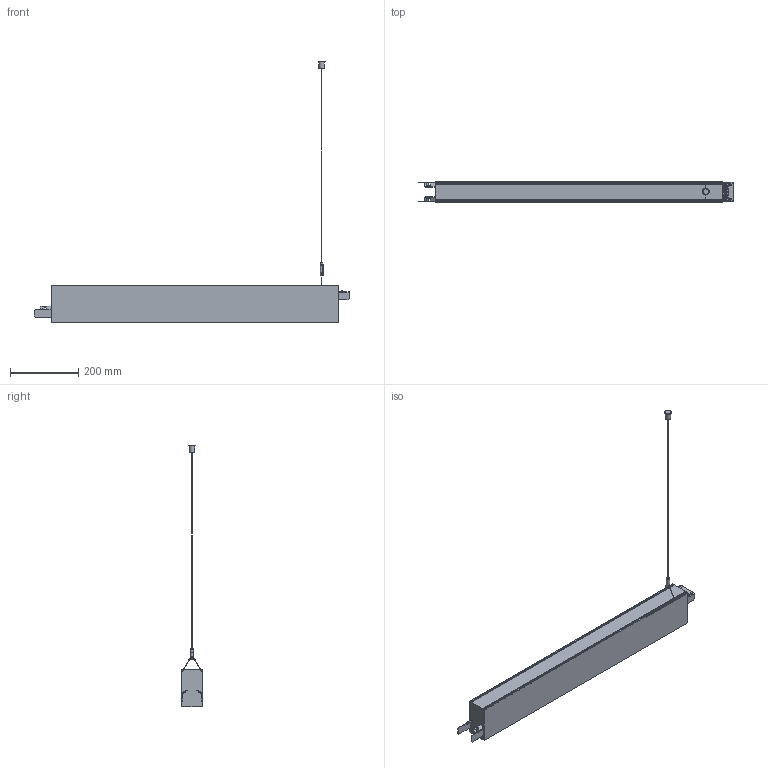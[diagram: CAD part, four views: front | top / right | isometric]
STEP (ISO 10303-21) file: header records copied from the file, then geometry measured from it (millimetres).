
FILE_DESCRIPTION(/* description */ (''),/* implementation_level */ '2;1');
FILE_NAME(/* name */ '10000091670n3p000_00.stp',/* time_stamp */ '2022-02-02T09:53:26+01:00',/* author */ (''),/* organization */ (''),/* preprocessor_version */ 'ST-DEVELOPER v15',/* originating_system */ 'SIEMENS PLM Software NX 9.0',/* authorisation */ '');
FILE_SCHEMA (('AUTOMOTIVE_DESIGN { 1 0 10303 214 3 1 1 1 }'));
Length unit declared in the file: millimetre
Products named in the file (1): 10000091670n3p000_00
Bounding box: 924.6 x 60 x 766.34 mm (x, y, z)
Volume: 5547210.8 mm3; surface area: 345582.6 mm2
Topology: 1 solids, 5 shells, 361 faces, 988 edges, 634 vertices
Faces by surface type: plane 230, cylinder 111, torus 12, cone 6, sphere 2
Full cylindrical faces by diameter (mm): 5 x1, 16 x1, 20 x1
Entity records: 11654 total; most frequent: CARTESIAN_POINT 2221, ORIENTED_EDGE 1970, DIRECTION 1957, EDGE_CURVE 985, LINE 693, VECTOR 693, VERTEX_POINT 636, AXIS2_PLACEMENT_3D 632
